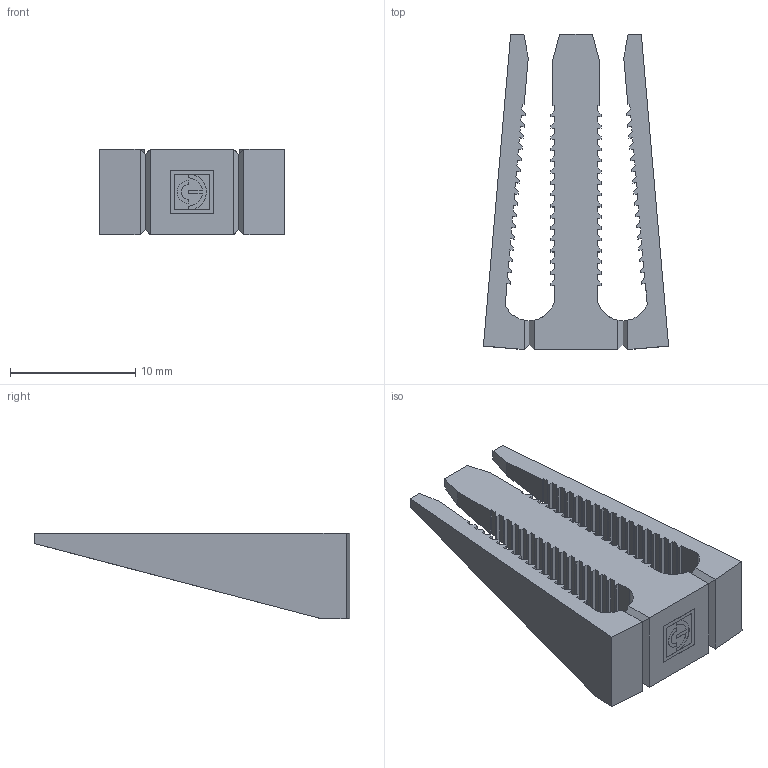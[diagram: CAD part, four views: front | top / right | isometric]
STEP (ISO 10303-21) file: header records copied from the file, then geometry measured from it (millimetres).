
FILE_DESCRIPTION(('STEP AP214'),'1');
FILE_NAME('CMR752.stp','2020-01-13T13:38:18',(' '),(' '),'Spatial InterOp 3D',' ',' ');
FILE_SCHEMA(('automotive_design'));
Length unit declared in the file: metre
Products named in the file (1): 1
Bounding box: 14.8 x 25.2 x 6.8 mm (x, y, z)
Volume: 815.6 mm3; surface area: 1189.6 mm2
Topology: 1 solids, 1 shells, 329 faces, 960 edges, 636 vertices
Faces by surface type: plane 322, cylinder 6, extrusion 1
Entity records: 13322 total; most frequent: CARTESIAN_POINT 1944, ORIENTED_EDGE 1920, DIRECTION 1641, EDGE_CURVE 960, VECTOR 935, LINE 934, VERTEX_POINT 636, AXIS2_PLACEMENT_3D 353
